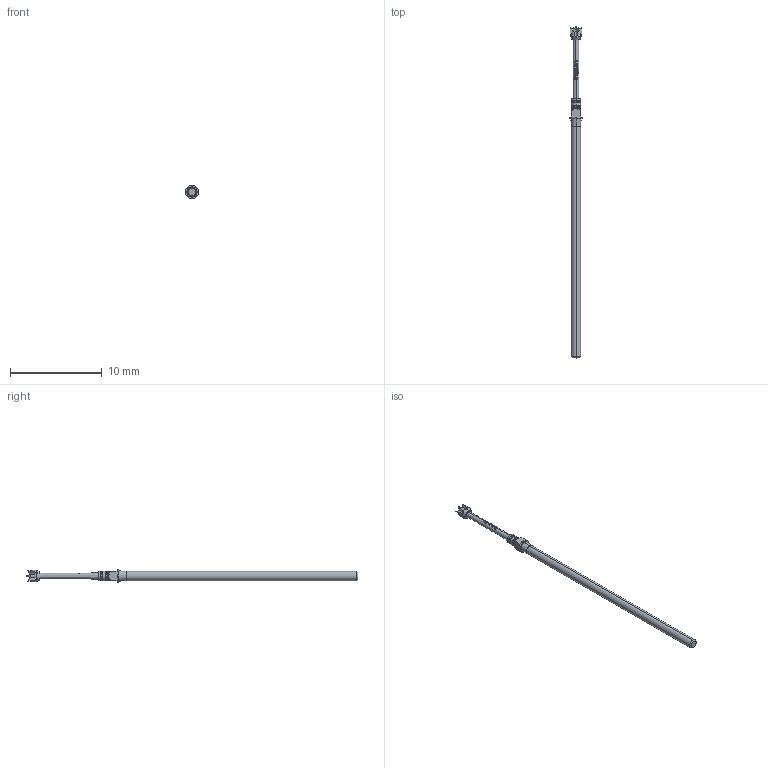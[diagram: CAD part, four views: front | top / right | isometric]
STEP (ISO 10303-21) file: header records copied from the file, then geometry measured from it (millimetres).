
FILE_DESCRIPTION (( 'STEP AP203' ), '1' );
FILE_NAME ('INGUN_GKS-075_224_130_A_xx02_M.STEP', '2021-09-29T05:33:32', ( 'ochi' ), ( '' ), 'SwSTEP 2.0', 'SolidWorks 2018', '' );
FILE_SCHEMA (( 'CONFIG_CONTROL_DESIGN' ));
Length unit declared in the file: millimetre
Products named in the file (1): INGUN_GKS-075_224_130_A_xx02_M
Bounding box: 1.4 x 36.1 x 1.4 mm (x, y, z)
Volume: 25.6 mm3; surface area: 112.1 mm2
Topology: 1 solids, 1 shells, 142 faces, 378 edges, 240 vertices
Faces by surface type: bspline 51, cone 32, cylinder 25, plane 24, torus 10
Entity records: 5842 total; most frequent: CARTESIAN_POINT 2859, ORIENTED_EDGE 752, DIRECTION 377, EDGE_CURVE 376, VERTEX_POINT 240, B_SPLINE_CURVE_WITH_KNOTS 239, AXIS2_PLACEMENT_3D 160, EDGE_LOOP 146
